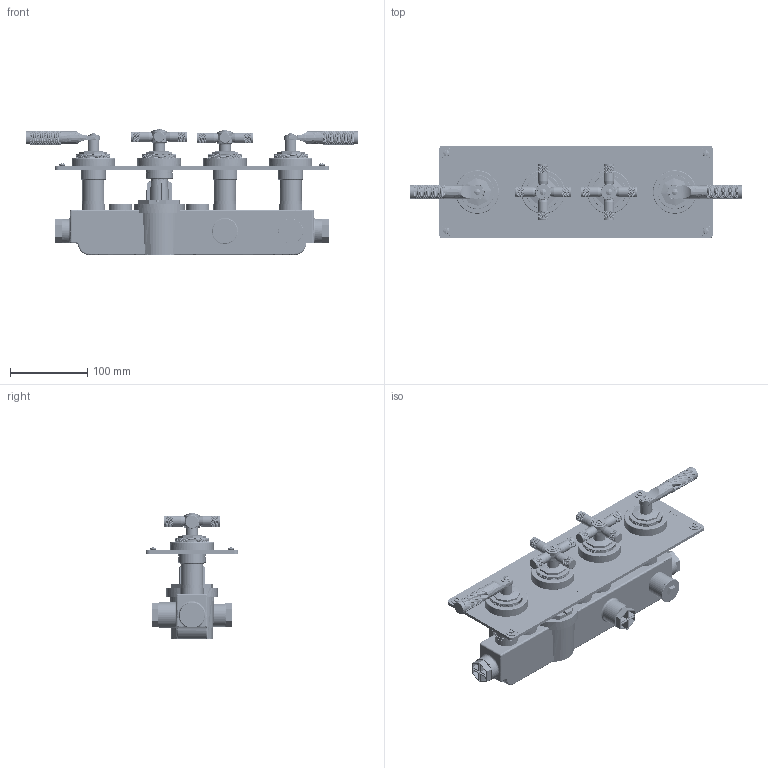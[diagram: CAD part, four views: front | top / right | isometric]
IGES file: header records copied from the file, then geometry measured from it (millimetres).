
Global section: file name: V706-TLK; native system: Autodesk Inventor 2016; preprocessor: unknown; author: rclarke; date: 20170524.090203; units: millimetre
Bounding box: 429 x 120 x 163.05 mm (x, y, z)
Volume: 1249708 mm3; surface area: 517213.5 mm2
Topology: 140 solids, 157 shells, 45136 faces, 99172 edges, 54646 vertices
Faces by surface type: bspline 45136
